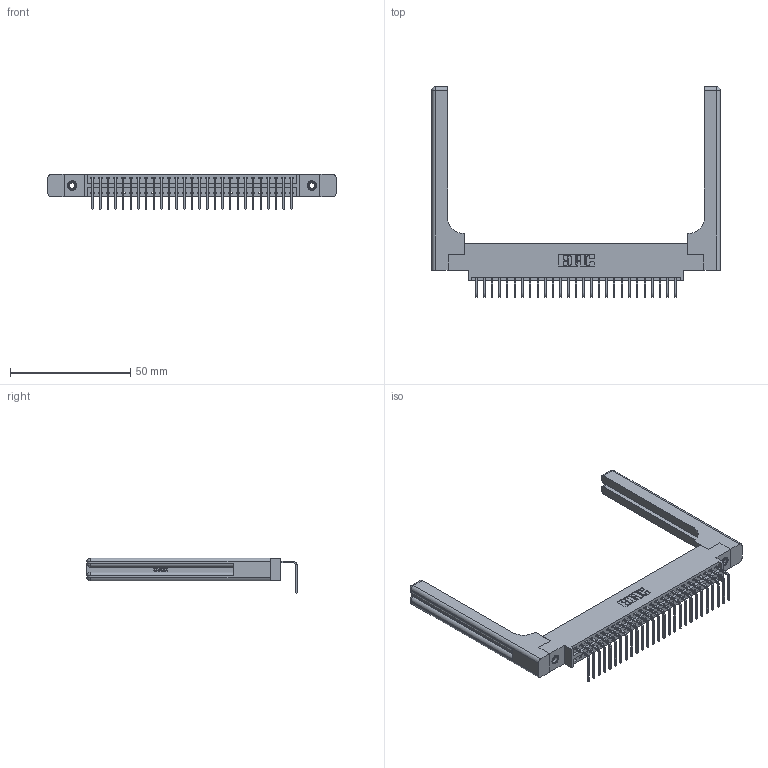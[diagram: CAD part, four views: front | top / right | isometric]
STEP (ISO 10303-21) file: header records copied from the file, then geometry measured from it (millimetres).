
FILE_DESCRIPTION (( 'STEP AP203' ), '1' );
FILE_NAME ('346-027-558-658.STEP', '2022-05-06T05:36:01', ( '' ), ( '' ), 'SwSTEP 2.0', 'SolidWorks 2020', '' );
FILE_SCHEMA (( 'CONFIG_CONTROL_DESIGN' ));
Length unit declared in the file: inch
Products named in the file (5): 345-292-001_558 Tail - 2; 346-027-558-658; 345-250-001_345-250-001-102; 346-220-058_345-220-058; 346 Part_0.170 Offset - 0.156 Dia-TH
Assembly tree (32 placements, depth 2):
  346-027-558-658
    346 Part_0.170 Offset - 0.156 Dia-TH
    345-292-001_558 Tail - 2  x27
    345-250-001_345-250-001-102  x2
    346-220-058_345-220-058  x2
Bounding box: 119.79 x 87.44 x 14.73 mm (x, y, z)
Volume: 18798.5 mm3; surface area: 19835.7 mm2
Topology: 32 solids, 32 shells, 2016 faces, 5957 edges, 3914 vertices
Faces by surface type: plane 1376, cylinder 580, bspline 36, cone 12, sphere 8, torus 4
Entity records: 24590 total; most frequent: CARTESIAN_POINT 5204, ORIENTED_EDGE 3960, DIRECTION 3538, EDGE_CURVE 1980, LINE 1648, VECTOR 1648, VERTEX_POINT 1310, AXIS2_PLACEMENT_3D 945
